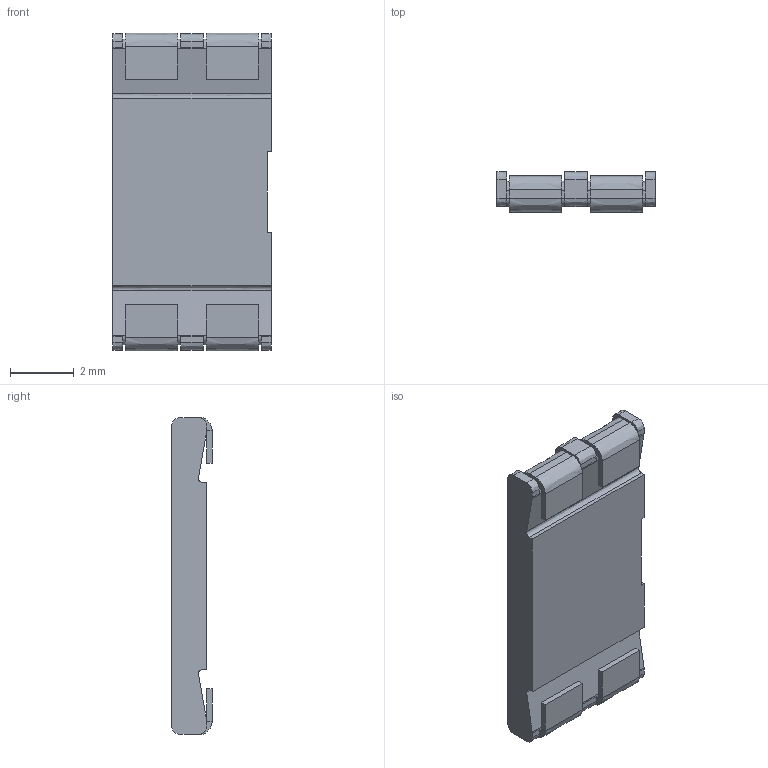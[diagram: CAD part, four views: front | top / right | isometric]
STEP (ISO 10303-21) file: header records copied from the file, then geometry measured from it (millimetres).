
FILE_DESCRIPTION((''),'2;1');
FILE_NAME('70AAJF0_ASM','2007-09-24T',('minhn'),('Bourns, Inc.'),'PRO/ENGINEER BY PARAMETRIC TECHNOLOGY CORPORATION, 2001200','PRO/ENGINEER BY PARAMETRIC TECHNOLOGY CORPORATION, 2001200','');
FILE_SCHEMA(('AUTOMOTIVE_DESIGN_CC2 { 1 2 10303 214 -1 1 5 2 }'));
Length unit declared in the file: inch
Products named in the file (2): 33756-76702; 70AAJF0_ASM
Assembly tree (1 placements, depth 2):
  70AAJF0_ASM
    33756-76702
Bounding box: 4.98 x 1.27 x 10 mm (x, y, z)
Volume: 47.4 mm3; surface area: 182.1 mm2
Topology: 1 solids, 1 shells, 136 faces, 330 edges, 196 vertices
Faces by surface type: bspline 136
Entity records: 5317 total; most frequent: CARTESIAN_POINT 1505, ORIENTED_EDGE 660, DIRECTION 416, PRESENTATION_STYLE_ASSIGNMENT 331, STYLED_ITEM 331, CURVE_STYLE 330, EDGE_CURVE 330, VECTOR 250
